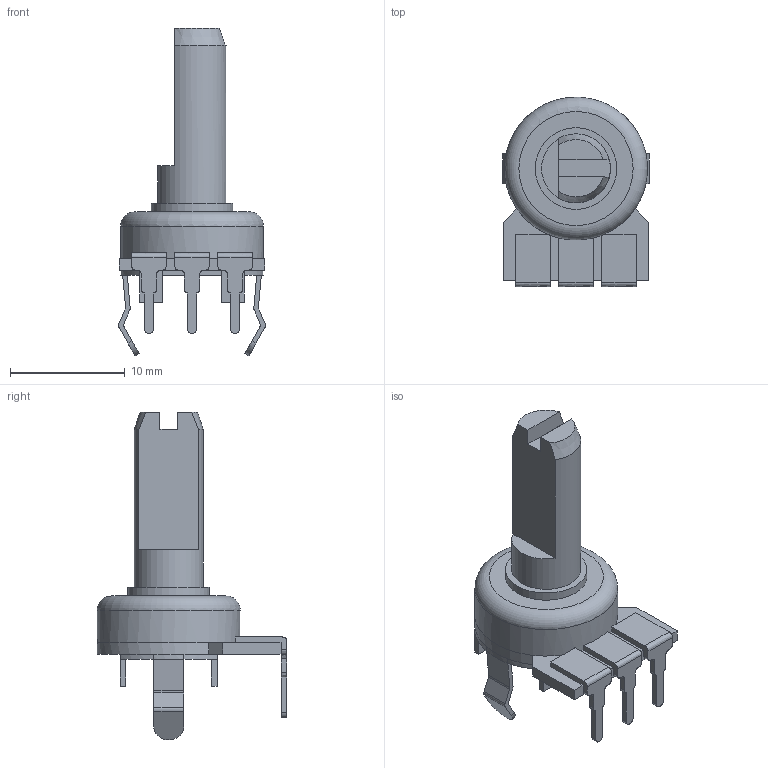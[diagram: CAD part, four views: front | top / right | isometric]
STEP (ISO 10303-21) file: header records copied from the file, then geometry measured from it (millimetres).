
FILE_DESCRIPTION(/* description */ ('STEP AP242','CAx-IF Rec.Pracs.---Representation and Presentation of Product Manufacturing Information (PMI)---4.0---2014-10-13','CAx-IF Rec.Pracs.---3D Tessellated Geometry---0.4---2014-09-14','2;1'),/* implementation_level */ '2;1');
FILE_NAME(/* name */ '638a6d713dd22f75ed28bfeb',/* time_stamp */ '2022-12-02T21:26:10+00:00',/* author */ (''),/* organization */ (''),/* preprocessor_version */ 'ST-DEVELOPER v18.102',/* originating_system */ ' ',/* authorisation */ ' ');
FILE_SCHEMA (('AP242_MANAGED_MODEL_BASED_3D_ENGINEERING_MIM_LF { 1 0 10303 442 1 1 4 }'));
Length unit declared in the file: metre
Products named in the file (1): PDB12-H4251-103PF
Bounding box: 12.78 x 16.5 x 28.54 mm (x, y, z)
Volume: 1143.8 mm3; surface area: 1076.5 mm2
Topology: 1 solids, 1 shells, 140 faces, 375 edges, 241 vertices
Faces by surface type: plane 97, bspline 21, cylinder 19, cone 2, torus 1
Full cylindrical faces by diameter (mm): 6 x1, 7.112 x1, 12.446 x1
Entity records: 5456 total; most frequent: CARTESIAN_POINT 1244, ORIENTED_EDGE 738, DIRECTION 573, EDGE_CURVE 369, VERTEX_POINT 239, LINE 229, VECTOR 229, AXIS2_PLACEMENT_3D 172
